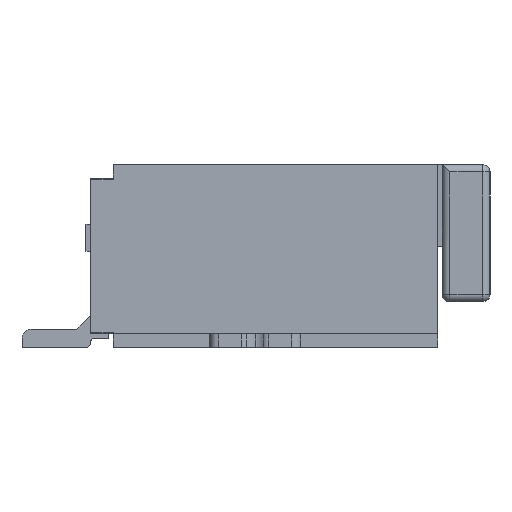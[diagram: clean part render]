
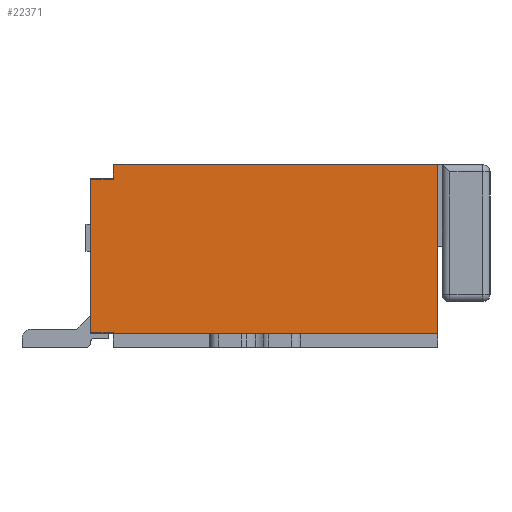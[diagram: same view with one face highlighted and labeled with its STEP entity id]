
A CAD part, left-side view. The second image highlights one B-rep face of the part: STEP entity #22371.
In plain terms, the highlighted planar face has unit normal (-1, 0, 0).
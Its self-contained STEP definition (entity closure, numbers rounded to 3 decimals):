
#51 = LINE ( 'NONE', #45047, #20141 ) ;
#348 = VERTEX_POINT ( 'NONE', #30838 ) ;
#1087 = VERTEX_POINT ( 'NONE', #40379 ) ;
#2487 = CARTESIAN_POINT ( 'NONE',  ( -8.2, -0.625, 0.16 ) ) ;
#3291 = VECTOR ( 'NONE', #4724, 1000. ) ;
#4072 = LINE ( 'NONE', #57555, #34240 ) ;
#4629 = CARTESIAN_POINT ( 'NONE',  ( -8.2, -4.175, 2. ) ) ;
#4724 = DIRECTION ( 'NONE',  ( 0., 0., -1. ) ) ;
#4899 = DIRECTION ( 'NONE',  ( 0., 0., 1. ) ) ;
#4926 = ORIENTED_EDGE ( 'NONE', *, *, #20877, .F. ) ;
#6514 = CARTESIAN_POINT ( 'NONE',  ( -8.2, -4.175, 0.15 ) ) ;
#7762 = CARTESIAN_POINT ( 'NONE',  ( -8.2, -0.375, 1.84 ) ) ;
#10329 = LINE ( 'NONE', #40790, #26303 ) ;
#12167 = EDGE_CURVE ( 'NONE', #40605, #57378, #53521, .T. ) ;
#12575 = DIRECTION ( 'NONE',  ( 0., -1., 0. ) ) ;
#14278 = EDGE_CURVE ( 'NONE', #46701, #17770, #53125, .T. ) ;
#14429 = ORIENTED_EDGE ( 'NONE', *, *, #24746, .F. ) ;
#17770 = VERTEX_POINT ( 'NONE', #48797 ) ;
#17963 = DIRECTION ( 'NONE',  ( 0., 1., 0. ) ) ;
#18065 = DIRECTION ( 'NONE',  ( 0., 1., 0. ) ) ;
#18692 = LINE ( 'NONE', #40400, #37498 ) ;
#18961 = DIRECTION ( 'NONE',  ( 0., 1., 0. ) ) ;
#19187 = EDGE_LOOP ( 'NONE', ( #4926, #14429, #30146, #43669, #27560, #27449, #41184, #25155 ) ) ;
#20141 = VECTOR ( 'NONE', #18065, 1000. ) ;
#20799 = EDGE_CURVE ( 'NONE', #27184, #17770, #10329, .T. ) ;
#20877 = EDGE_CURVE ( 'NONE', #1087, #57378, #55665, .T. ) ;
#22371 = ADVANCED_FACE ( 'NONE', ( #42186 ), #34609, .T. ) ;
#22847 = LINE ( 'NONE', #44646, #35637 ) ;
#24746 = EDGE_CURVE ( 'NONE', #348, #1087, #22847, .T. ) ;
#25155 = ORIENTED_EDGE ( 'NONE', *, *, #12167, .T. ) ;
#26192 = CARTESIAN_POINT ( 'NONE',  ( -8.2, -0.375, 0. ) ) ;
#26303 = VECTOR ( 'NONE', #50715, 1000. ) ;
#27184 = VERTEX_POINT ( 'NONE', #41327 ) ;
#27449 = ORIENTED_EDGE ( 'NONE', *, *, #20799, .F. ) ;
#27560 = ORIENTED_EDGE ( 'NONE', *, *, #14278, .T. ) ;
#28043 = AXIS2_PLACEMENT_3D ( 'NONE', #38954, #52372, #12575 ) ;
#30146 = ORIENTED_EDGE ( 'NONE', *, *, #54540, .F. ) ;
#30838 = CARTESIAN_POINT ( 'NONE',  ( -8.2, -0.625, 0.15 ) ) ;
#31299 = VECTOR ( 'NONE', #17963, 1000. ) ;
#34240 = VECTOR ( 'NONE', #34810, 1000. ) ;
#34609 = PLANE ( 'NONE',  #28043 ) ;
#34810 = DIRECTION ( 'NONE',  ( 0., 0., 1. ) ) ;
#35637 = VECTOR ( 'NONE', #4899, 1000. ) ;
#37472 = CARTESIAN_POINT ( 'NONE',  ( -8.2, -0.375, 0.16 ) ) ;
#37498 = VECTOR ( 'NONE', #18961, 1000. ) ;
#38715 = DIRECTION ( 'NONE',  ( 0., 1., 0. ) ) ;
#38954 = CARTESIAN_POINT ( 'NONE',  ( -8.2, 0., 0. ) ) ;
#40163 = EDGE_CURVE ( 'NONE', #27184, #40605, #51, .T. ) ;
#40379 = CARTESIAN_POINT ( 'NONE',  ( -8.2, -0.625, 0.16 ) ) ;
#40400 = CARTESIAN_POINT ( 'NONE',  ( -8.2, -4.175, 0.15 ) ) ;
#40605 = VERTEX_POINT ( 'NONE', #7762 ) ;
#40790 = CARTESIAN_POINT ( 'NONE',  ( -8.2, -0.625, 2. ) ) ;
#41184 = ORIENTED_EDGE ( 'NONE', *, *, #40163, .T. ) ;
#41327 = CARTESIAN_POINT ( 'NONE',  ( -8.2, -0.625, 1.84 ) ) ;
#42186 = FACE_OUTER_BOUND ( 'NONE', #19187, .T. ) ;
#43669 = ORIENTED_EDGE ( 'NONE', *, *, #56661, .T. ) ;
#44646 = CARTESIAN_POINT ( 'NONE',  ( -8.2, -0.625, 0. ) ) ;
#45047 = CARTESIAN_POINT ( 'NONE',  ( -8.2, -0.625, 1.84 ) ) ;
#45302 = VERTEX_POINT ( 'NONE', #6514 ) ;
#46701 = VERTEX_POINT ( 'NONE', #4629 ) ;
#48427 = CARTESIAN_POINT ( 'NONE',  ( -8.2, -0.375, 2. ) ) ;
#48797 = CARTESIAN_POINT ( 'NONE',  ( -8.2, -0.625, 2. ) ) ;
#50715 = DIRECTION ( 'NONE',  ( 0., 0., 1. ) ) ;
#52372 = DIRECTION ( 'NONE',  ( -1., 0., 0. ) ) ;
#53125 = LINE ( 'NONE', #48427, #31299 ) ;
#53521 = LINE ( 'NONE', #26192, #3291 ) ;
#54540 = EDGE_CURVE ( 'NONE', #45302, #348, #18692, .T. ) ;
#55665 = LINE ( 'NONE', #2487, #56050 ) ;
#56050 = VECTOR ( 'NONE', #38715, 1000. ) ;
#56661 = EDGE_CURVE ( 'NONE', #45302, #46701, #4072, .T. ) ;
#57378 = VERTEX_POINT ( 'NONE', #37472 ) ;
#57555 = CARTESIAN_POINT ( 'NONE',  ( -8.2, -4.175, 0. ) ) ;
